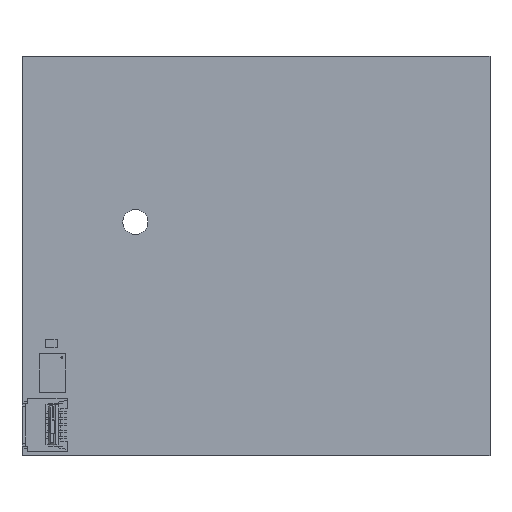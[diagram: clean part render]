
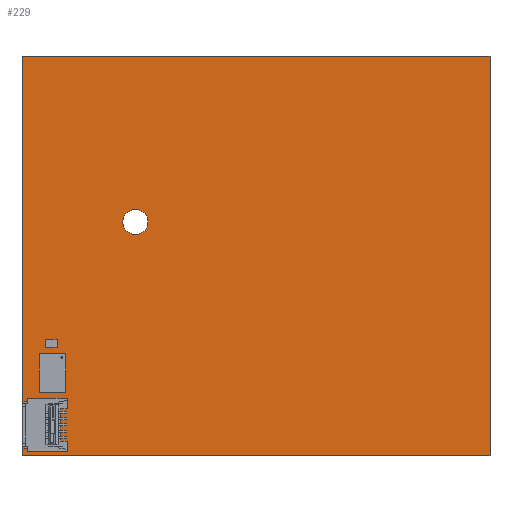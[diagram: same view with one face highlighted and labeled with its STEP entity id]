
A CAD part, top view. The second image highlights one B-rep face of the part: STEP entity #229.
In plain terms, the highlighted planar face has unit normal (0, 0, 1).
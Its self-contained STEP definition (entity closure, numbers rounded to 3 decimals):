
#64 = VERTEX_POINT('',#65);
#65 = CARTESIAN_POINT('',(0.,0.,1.691));
#71 = EDGE_CURVE('',#64,#72,#74,.T.);
#72 = VERTEX_POINT('',#73);
#73 = CARTESIAN_POINT('',(37.28,0.,1.691));
#74 = LINE('',#75,#76);
#75 = CARTESIAN_POINT('',(0.,0.,1.691));
#76 = VECTOR('',#77,1.);
#77 = DIRECTION('',(1.,0.,0.));
#102 = EDGE_CURVE('',#72,#103,#105,.T.);
#103 = VERTEX_POINT('',#104);
#104 = CARTESIAN_POINT('',(37.28,31.82,1.691));
#105 = LINE('',#106,#107);
#106 = CARTESIAN_POINT('',(37.28,0.,1.691));
#107 = VECTOR('',#108,1.);
#108 = DIRECTION('',(0.,1.,0.));
#133 = EDGE_CURVE('',#103,#134,#136,.T.);
#134 = VERTEX_POINT('',#135);
#135 = CARTESIAN_POINT('',(0.,31.82,1.691));
#136 = LINE('',#137,#138);
#137 = CARTESIAN_POINT('',(37.28,31.82,1.691));
#138 = VECTOR('',#139,1.);
#139 = DIRECTION('',(-1.,0.,0.));
#164 = EDGE_CURVE('',#134,#64,#165,.T.);
#165 = LINE('',#166,#167);
#166 = CARTESIAN_POINT('',(0.,31.82,1.691));
#167 = VECTOR('',#168,1.);
#168 = DIRECTION('',(0.,-1.,0.));
#188 = VERTEX_POINT('',#189);
#189 = CARTESIAN_POINT('',(10.,18.62,1.691));
#195 = EDGE_CURVE('',#188,#188,#196,.T.);
#196 = CIRCLE('',#197,1.);
#197 = AXIS2_PLACEMENT_3D('',#198,#199,#200);
#198 = CARTESIAN_POINT('',(9.,18.62,1.691));
#199 = DIRECTION('',(0.,0.,1.));
#200 = DIRECTION('',(1.,0.,-0.));
#229 = ADVANCED_FACE('',(#230,#236),#239,.T.);
#230 = FACE_BOUND('',#231,.T.);
#231 = EDGE_LOOP('',(#232,#233,#234,#235));
#232 = ORIENTED_EDGE('',*,*,#71,.T.);
#233 = ORIENTED_EDGE('',*,*,#102,.T.);
#234 = ORIENTED_EDGE('',*,*,#133,.T.);
#235 = ORIENTED_EDGE('',*,*,#164,.T.);
#236 = FACE_BOUND('',#237,.T.);
#237 = EDGE_LOOP('',(#238));
#238 = ORIENTED_EDGE('',*,*,#195,.F.);
#239 = PLANE('',#240);
#240 = AXIS2_PLACEMENT_3D('',#241,#242,#243);
#241 = CARTESIAN_POINT('',(18.64,15.91,1.691));
#242 = DIRECTION('',(0.,0.,1.));
#243 = DIRECTION('',(1.,0.,-0.));
